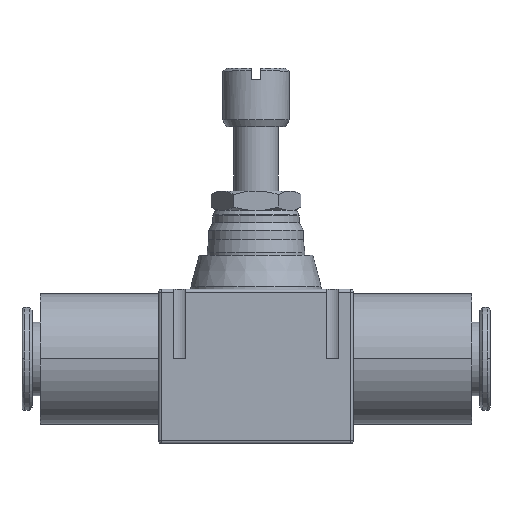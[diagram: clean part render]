
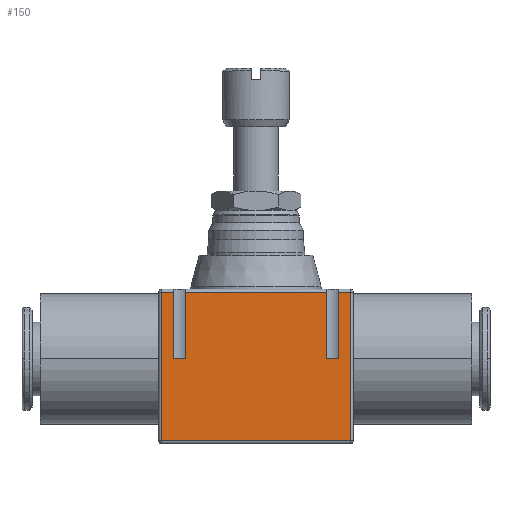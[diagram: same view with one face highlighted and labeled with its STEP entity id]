
A CAD part, top view. The second image highlights one B-rep face of the part: STEP entity #150.
In plain terms, the highlighted planar face has unit normal (0, 0, 1).
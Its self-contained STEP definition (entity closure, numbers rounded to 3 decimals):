
#150=ADVANCED_FACE('',(#402),#403,.T.);
#402=FACE_OUTER_BOUND('',#693,.T.);
#403=PLANE('',#694);
#693=EDGE_LOOP('',(#1574,#1575,#1576,#1577,#1578,#1579,#1580,#1581,#1582,#1583,#1584,#1585));
#694=AXIS2_PLACEMENT_3D('',#1586,#1587,#1588);
#1574=ORIENTED_EDGE('',*,*,#1994,.T.);
#1575=ORIENTED_EDGE('',*,*,#2014,.F.);
#1576=ORIENTED_EDGE('',*,*,#2053,.T.);
#1577=ORIENTED_EDGE('',*,*,#2056,.T.);
#1578=ORIENTED_EDGE('',*,*,#2059,.T.);
#1579=ORIENTED_EDGE('',*,*,#2133,.F.);
#1580=ORIENTED_EDGE('',*,*,#2131,.T.);
#1581=ORIENTED_EDGE('',*,*,#2134,.T.);
#1582=ORIENTED_EDGE('',*,*,#2127,.T.);
#1583=ORIENTED_EDGE('',*,*,#2009,.F.);
#1584=ORIENTED_EDGE('',*,*,#2002,.T.);
#1585=ORIENTED_EDGE('',*,*,#1999,.T.);
#1586=CARTESIAN_POINT('',(0.0,0.0,14.0));
#1587=DIRECTION('',(0.0,0.0,1.0));
#1588=DIRECTION('',(1.0,0.0,0.0));
#1994=EDGE_CURVE('',#2454,#2455,#2456,.T.);
#1999=EDGE_CURVE('',#2464,#2454,#2465,.T.);
#2002=EDGE_CURVE('',#2469,#2464,#2470,.T.);
#2009=EDGE_CURVE('',#2469,#2479,#2480,.T.);
#2014=EDGE_CURVE('',#2486,#2455,#2488,.T.);
#2053=EDGE_CURVE('',#2486,#2546,#2548,.T.);
#2056=EDGE_CURVE('',#2546,#2551,#2553,.T.);
#2059=EDGE_CURVE('',#2551,#2555,#2557,.T.);
#2127=EDGE_CURVE('',#2632,#2479,#2655,.T.);
#2131=EDGE_CURVE('',#2619,#2637,#2659,.T.);
#2133=EDGE_CURVE('',#2619,#2555,#2661,.T.);
#2134=EDGE_CURVE('',#2637,#2632,#2662,.T.);
#2454=VERTEX_POINT('',#3140);
#2455=VERTEX_POINT('',#3141);
#2456=LINE('',#3142,#3143);
#2464=VERTEX_POINT('',#3154);
#2465=LINE('',#3155,#3156);
#2469=VERTEX_POINT('',#3161);
#2470=LINE('',#3162,#3163);
#2479=VERTEX_POINT('',#3174);
#2480=LINE('',#3175,#3176);
#2486=VERTEX_POINT('',#3184);
#2488=LINE('',#3186,#3187);
#2546=VERTEX_POINT('',#3270);
#2548=LINE('',#3273,#3274);
#2551=VERTEX_POINT('',#3277);
#2553=LINE('',#3280,#3281);
#2555=VERTEX_POINT('',#3284);
#2557=LINE('',#3286,#3287);
#2619=VERTEX_POINT('',#3355);
#2632=VERTEX_POINT('',#3368);
#2637=VERTEX_POINT('',#3373);
#2655=LINE('',#3391,#3392);
#2659=LINE('',#3399,#3400);
#2661=LINE('',#3403,#3404);
#2662=LINE('',#3405,#3406);
#3140=CARTESIAN_POINT('',(12.7,1.37,14.0));
#3141=CARTESIAN_POINT('',(12.7,13.37,14.0));
#3142=CARTESIAN_POINT('',(12.7,7.62,14.0));
#3143=VECTOR('',#3992,1.0);
#3154=CARTESIAN_POINT('',(14.8,1.37,14.0));
#3155=CARTESIAN_POINT('',(6.875,1.37,14.0));
#3156=VECTOR('',#3999,1.0);
#3161=CARTESIAN_POINT('',(14.8,13.37,14.0));
#3162=CARTESIAN_POINT('',(14.8,7.62,14.0));
#3163=VECTOR('',#4004,1.0);
#3174=CARTESIAN_POINT('',(17.0,13.37,14.0));
#3175=CARTESIAN_POINT('',(0.0,13.37,14.0));
#3176=VECTOR('',#4019,1.0);
#3184=CARTESIAN_POINT('',(-12.7,13.37,14.0));
#3186=CARTESIAN_POINT('',(0.0,13.37,14.0));
#3187=VECTOR('',#4028,1.0);
#3270=CARTESIAN_POINT('',(-12.7,1.37,14.0));
#3273=CARTESIAN_POINT('',(-12.7,7.62,14.0));
#3274=VECTOR('',#4091,1.0);
#3277=CARTESIAN_POINT('',(-14.8,1.37,14.0));
#3280=CARTESIAN_POINT('',(-6.875,1.37,14.0));
#3281=VECTOR('',#4096,1.0);
#3284=CARTESIAN_POINT('',(-14.8,13.37,14.0));
#3286=CARTESIAN_POINT('',(-14.8,7.62,14.0));
#3287=VECTOR('',#4101,1.0);
#3355=CARTESIAN_POINT('',(-17.0,13.37,14.0));
#3368=CARTESIAN_POINT('',(17.0,-13.37,14.0));
#3373=CARTESIAN_POINT('',(-17.0,-13.37,14.0));
#3391=CARTESIAN_POINT('',(17.0,0.0,14.0));
#3392=VECTOR('',#4291,1.0);
#3399=CARTESIAN_POINT('',(-17.0,0.0,14.0));
#3400=VECTOR('',#4295,1.0);
#3403=CARTESIAN_POINT('',(0.0,13.37,14.0));
#3404=VECTOR('',#4297,1.0);
#3405=CARTESIAN_POINT('',(0.0,-13.37,14.0));
#3406=VECTOR('',#4298,1.0);
#3992=DIRECTION('',(0.0,1.0,0.0));
#3999=DIRECTION('',(-1.0,0.0,0.0));
#4004=DIRECTION('',(0.0,-1.0,0.0));
#4019=DIRECTION('',(1.0,0.0,0.0));
#4028=DIRECTION('',(1.0,0.0,0.0));
#4091=DIRECTION('',(0.0,-1.0,0.0));
#4096=DIRECTION('',(-1.0,0.0,0.0));
#4101=DIRECTION('',(0.0,1.0,0.0));
#4291=DIRECTION('',(0.0,1.0,0.0));
#4295=DIRECTION('',(0.0,-1.0,0.0));
#4297=DIRECTION('',(1.0,0.0,0.0));
#4298=DIRECTION('',(1.0,0.0,0.0));
